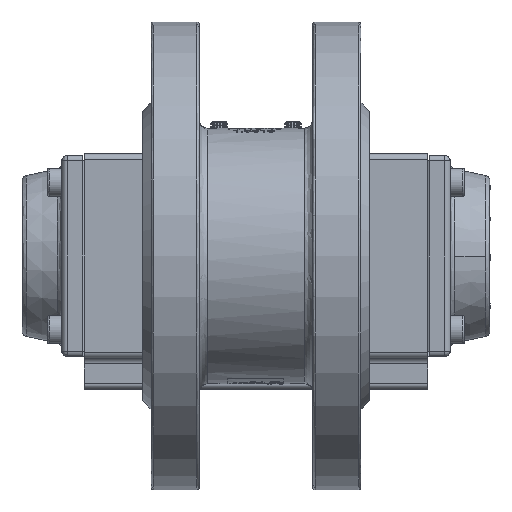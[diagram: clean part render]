
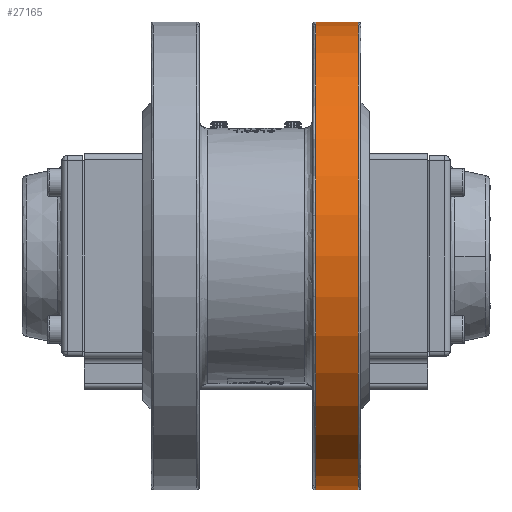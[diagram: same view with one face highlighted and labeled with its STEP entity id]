
A CAD part, front view. The second image highlights one B-rep face of the part: STEP entity #27165.
In plain terms, the highlighted cylindrical face has radius 82.5 mm (diameter 165 mm), a partial arc.
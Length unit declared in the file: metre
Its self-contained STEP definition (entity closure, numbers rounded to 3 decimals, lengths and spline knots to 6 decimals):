
#216 = EDGE_LOOP ( 'NONE', ( #19022, #12329, #58298, #57006 ) ) ;
#1464 = DIRECTION ( 'NONE',  ( 0., 0., -1. ) ) ;
#2297 = AXIS2_PLACEMENT_3D ( 'NONE', #46701, #14768, #47393 ) ;
#2796 = VERTEX_POINT ( 'NONE', #4031 ) ;
#4031 = CARTESIAN_POINT ( 'NONE',  ( 0.060427, -0.008919, 0.086 ) ) ;
#9763 = DIRECTION ( 'NONE',  ( 1., 0., 0. ) ) ;
#12329 = ORIENTED_EDGE ( 'NONE', *, *, #18717, .T. ) ;
#14583 = CARTESIAN_POINT ( 'NONE',  ( 0.067927, -0.008919, 0.251 ) ) ;
#14768 = DIRECTION ( 'NONE',  ( -1., 0., 0. ) ) ;
#16615 = VERTEX_POINT ( 'NONE', #23084 ) ;
#18525 = DIRECTION ( 'NONE',  ( 1., 0., 0. ) ) ;
#18717 = EDGE_CURVE ( 'NONE', #58239, #2796, #32091, .T. ) ;
#19022 = ORIENTED_EDGE ( 'NONE', *, *, #30607, .F. ) ;
#21626 = AXIS2_PLACEMENT_3D ( 'NONE', #67299, #35242, #40611 ) ;
#23084 = CARTESIAN_POINT ( 'NONE',  ( 0.075427, -0.008919, 0.251 ) ) ;
#25285 = CARTESIAN_POINT ( 'NONE',  ( 0.075427, -0.008919, 0.086 ) ) ;
#27165 = ADVANCED_FACE ( 'NONE', ( #35946 ), #57635, .T. ) ;
#29848 = AXIS2_PLACEMENT_3D ( 'NONE', #66522, #45812, #1464 ) ;
#29849 = LINE ( 'NONE', #14583, #54274 ) ;
#30607 = EDGE_CURVE ( 'NONE', #58239, #16615, #29849, .T. ) ;
#30611 = CIRCLE ( 'NONE', #2297, 0.0825 ) ;
#32091 = CIRCLE ( 'NONE', #29848, 0.0825 ) ;
#32262 = CARTESIAN_POINT ( 'NONE',  ( 0.060427, -0.008919, 0.251 ) ) ;
#33226 = VERTEX_POINT ( 'NONE', #25285 ) ;
#35242 = DIRECTION ( 'NONE',  ( 1., 0., 0. ) ) ;
#35946 = FACE_OUTER_BOUND ( 'NONE', #216, .T. ) ;
#37054 = LINE ( 'NONE', #63744, #47739 ) ;
#40611 = DIRECTION ( 'NONE',  ( 0., 0., -1. ) ) ;
#45812 = DIRECTION ( 'NONE',  ( 1., 0., 0. ) ) ;
#46701 = CARTESIAN_POINT ( 'NONE',  ( 0.075427, -0.008919, 0.1685 ) ) ;
#47393 = DIRECTION ( 'NONE',  ( 0., 0., -1. ) ) ;
#47739 = VECTOR ( 'NONE', #9763, 1. ) ;
#54274 = VECTOR ( 'NONE', #18525, 1. ) ;
#57006 = ORIENTED_EDGE ( 'NONE', *, *, #69910, .T. ) ;
#57635 = CYLINDRICAL_SURFACE ( 'NONE', #21626, 0.0825 ) ;
#58239 = VERTEX_POINT ( 'NONE', #32262 ) ;
#58298 = ORIENTED_EDGE ( 'NONE', *, *, #62906, .T. ) ;
#62906 = EDGE_CURVE ( 'NONE', #2796, #33226, #37054, .T. ) ;
#63744 = CARTESIAN_POINT ( 'NONE',  ( 0.067927, -0.008919, 0.086 ) ) ;
#66522 = CARTESIAN_POINT ( 'NONE',  ( 0.060427, -0.008919, 0.1685 ) ) ;
#67299 = CARTESIAN_POINT ( 'NONE',  ( 0.067927, -0.008919, 0.1685 ) ) ;
#69910 = EDGE_CURVE ( 'NONE', #33226, #16615, #30611, .T. ) ;
